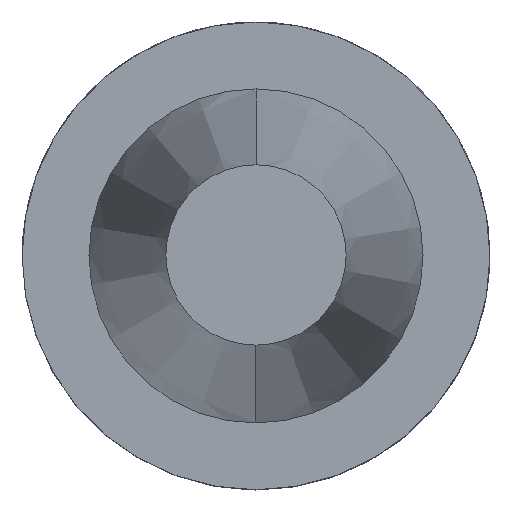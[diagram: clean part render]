
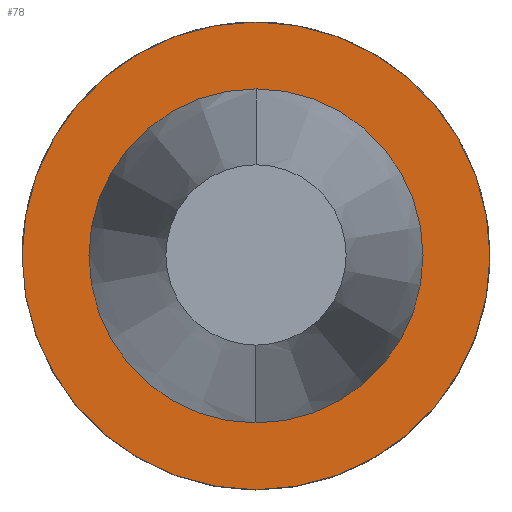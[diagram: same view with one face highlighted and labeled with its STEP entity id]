
A CAD part, top view. The second image highlights one B-rep face of the part: STEP entity #78.
In plain terms, the highlighted planar face has unit normal (0, 0, 1).
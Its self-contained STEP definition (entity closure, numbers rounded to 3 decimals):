
#78=ADVANCED_FACE('',(#104,#105),#98,.F.);
#98=PLANE('',#334);
#104=FACE_BOUND('',#128,.T.);
#105=FACE_BOUND('',#129,.T.);
#128=EDGE_LOOP('',(#160));
#129=EDGE_LOOP('',(#161,#162));
#160=ORIENTED_EDGE('',*,*,#250,.T.);
#161=ORIENTED_EDGE('',*,*,#251,.T.);
#162=ORIENTED_EDGE('',*,*,#252,.T.);
#224=VERTEX_POINT('',#484);
#225=VERTEX_POINT('',#486);
#226=VERTEX_POINT('',#487);
#250=EDGE_CURVE('',#224,#224,#282,.T.);
#251=EDGE_CURVE('',#225,#226,#283,.T.);
#252=EDGE_CURVE('',#226,#225,#284,.T.);
#282=CIRCLE('',#331,31.775);
#283=CIRCLE('',#332,22.692);
#284=CIRCLE('',#333,22.692);
#331=AXIS2_PLACEMENT_3D('',#483,#383,#384);
#332=AXIS2_PLACEMENT_3D('',#485,#385,#386);
#333=AXIS2_PLACEMENT_3D('',#488,#387,#388);
#334=AXIS2_PLACEMENT_3D('',#489,#389,#390);
#383=DIRECTION('',(0.,0.,1.));
#384=DIRECTION('',(-1.,0.,0.));
#385=DIRECTION('',(0.,0.,-1.));
#386=DIRECTION('',(-1.,0.,0.));
#387=DIRECTION('',(0.,0.,-1.));
#388=DIRECTION('',(-1.,0.,0.));
#389=DIRECTION('',(0.,0.,-1.));
#390=DIRECTION('',(0.,-1.,0.));
#483=CARTESIAN_POINT('',(0.,0.,-3.2));
#484=CARTESIAN_POINT('',(-31.775,0.,-3.2));
#485=CARTESIAN_POINT('',(0.,0.,-3.2));
#486=CARTESIAN_POINT('',(0.,-22.692,-3.2));
#487=CARTESIAN_POINT('',(0.,22.692,-3.2));
#488=CARTESIAN_POINT('',(0.,0.,-3.2));
#489=CARTESIAN_POINT('',(0.,0.,-3.2));
